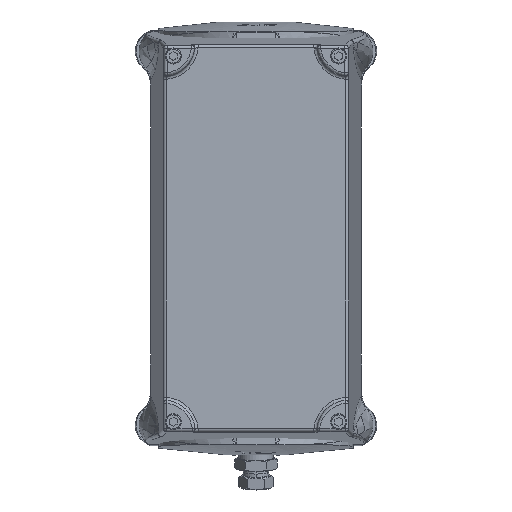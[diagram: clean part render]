
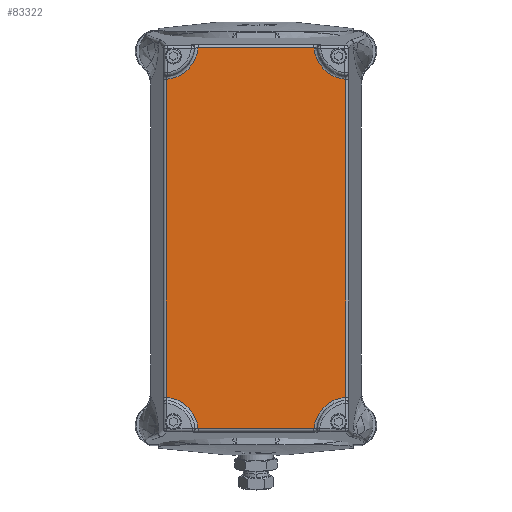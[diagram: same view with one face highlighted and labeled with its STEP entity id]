
A CAD part, front view. The second image highlights one B-rep face of the part: STEP entity #83322.
In plain terms, the highlighted planar face has unit normal (0, -1, 0).
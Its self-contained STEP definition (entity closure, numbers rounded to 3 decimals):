
#3106 = CARTESIAN_POINT ( 'NONE',  ( 14.562, -4.263, -5.551 ) ) ;
#3672 = EDGE_CURVE ( 'NONE', #34835, #53688, #19510, .T. ) ;
#7055 = CARTESIAN_POINT ( 'NONE',  ( 10.053, -4.263, 3.174 ) ) ;
#8797 = CARTESIAN_POINT ( 'NONE',  ( 14.562, -4.263, 4.032 ) ) ;
#9789 = DIRECTION ( 'NONE',  ( 1., 0., 0. ) ) ;
#10828 = CARTESIAN_POINT ( 'NONE',  ( 14.869, -4.263, -0.76 ) ) ;
#10958 = DIRECTION ( 'NONE',  ( 0., 0., -1. ) ) ;
#11644 = VERTEX_POINT ( 'NONE', #46841 ) ;
#13185 = EDGE_CURVE ( 'NONE', #65450, #15250, #58033, .T. ) ;
#13640 = ORIENTED_EDGE ( 'NONE', *, *, #63630, .T. ) ;
#14369 = VECTOR ( 'NONE', #72052, 39.37 ) ;
#15250 = VERTEX_POINT ( 'NONE', #34209 ) ;
#15486 = DIRECTION ( 'NONE',  ( 1., 0., 0. ) ) ;
#16869 = CARTESIAN_POINT ( 'NONE',  ( 13.775, -4.263, -5.477 ) ) ;
#17273 = CARTESIAN_POINT ( 'NONE',  ( 13.704, -4.263, -5.477 ) ) ;
#18055 = DIRECTION ( 'NONE',  ( 1., 0., 0. ) ) ;
#18149 = EDGE_CURVE ( 'NONE', #15250, #73475, #55700, .T. ) ;
#19510 = LINE ( 'NONE', #16869, #70611 ) ;
#19600 = CARTESIAN_POINT ( 'NONE',  ( 9.979, -4.263, -5.551 ) ) ;
#20069 = EDGE_CURVE ( 'NONE', #11644, #34835, #55457, .T. ) ;
#21273 = ORIENTED_EDGE ( 'NONE', *, *, #20069, .T. ) ;
#23962 = ORIENTED_EDGE ( 'NONE', *, *, #18149, .T. ) ;
#24219 = DIRECTION ( 'NONE',  ( 0., 1., 0. ) ) ;
#24463 = VECTOR ( 'NONE', #39051, 39.37 ) ;
#26312 = DIRECTION ( 'NONE',  ( 1., 0., 0. ) ) ;
#28044 = CARTESIAN_POINT ( 'NONE',  ( 14.488, -4.263, 3.174 ) ) ;
#28122 = CARTESIAN_POINT ( 'NONE',  ( 14.488, -4.263, -4.693 ) ) ;
#31399 = ORIENTED_EDGE ( 'NONE', *, *, #78096, .T. ) ;
#33400 = CARTESIAN_POINT ( 'NONE',  ( 9.979, -4.263, 4.032 ) ) ;
#34209 = CARTESIAN_POINT ( 'NONE',  ( 13.704, -4.263, 3.958 ) ) ;
#34573 = AXIS2_PLACEMENT_3D ( 'NONE', #10828, #24219, #18055 ) ;
#34703 = VECTOR ( 'NONE', #10958, 39.37 ) ;
#34835 = VERTEX_POINT ( 'NONE', #59426 ) ;
#35271 = FACE_OUTER_BOUND ( 'NONE', #63367, .T. ) ;
#35488 = ORIENTED_EDGE ( 'NONE', *, *, #13185, .T. ) ;
#37988 = CIRCLE ( 'NONE', #71061, 0.861 ) ;
#39051 = DIRECTION ( 'NONE',  ( -1., 0., 0. ) ) ;
#39930 = VERTEX_POINT ( 'NONE', #28122 ) ;
#40080 = DIRECTION ( 'NONE',  ( 1., 0., 0. ) ) ;
#42653 = EDGE_CURVE ( 'NONE', #72430, #11644, #83656, .T. ) ;
#46325 = ORIENTED_EDGE ( 'NONE', *, *, #3672, .T. ) ;
#46841 = CARTESIAN_POINT ( 'NONE',  ( 10.053, -4.263, -4.693 ) ) ;
#47334 = CARTESIAN_POINT ( 'NONE',  ( 10.838, -4.263, 3.958 ) ) ;
#49690 = DIRECTION ( 'NONE',  ( 0., 1., 0. ) ) ;
#49810 = LINE ( 'NONE', #85425, #14369 ) ;
#52832 = AXIS2_PLACEMENT_3D ( 'NONE', #19600, #66224, #26312 ) ;
#53688 = VERTEX_POINT ( 'NONE', #17273 ) ;
#55380 = DIRECTION ( 'NONE',  ( 0., 1., 0. ) ) ;
#55457 = CIRCLE ( 'NONE', #52832, 0.861 ) ;
#55700 = LINE ( 'NONE', #85620, #24463 ) ;
#58006 = PLANE ( 'NONE',  #34573 ) ;
#58033 = CIRCLE ( 'NONE', #61890, 0.861 ) ;
#59426 = CARTESIAN_POINT ( 'NONE',  ( 10.838, -4.263, -5.477 ) ) ;
#61890 = AXIS2_PLACEMENT_3D ( 'NONE', #8797, #55380, #15486 ) ;
#63367 = EDGE_LOOP ( 'NONE', ( #35488, #23962, #31399, #68260, #21273, #46325, #13640, #79941 ) ) ;
#63630 = EDGE_CURVE ( 'NONE', #53688, #39930, #84206, .T. ) ;
#63879 = EDGE_CURVE ( 'NONE', #39930, #65450, #49810, .T. ) ;
#65450 = VERTEX_POINT ( 'NONE', #28044 ) ;
#66224 = DIRECTION ( 'NONE',  ( 0., 1., 0. ) ) ;
#68260 = ORIENTED_EDGE ( 'NONE', *, *, #42653, .T. ) ;
#70611 = VECTOR ( 'NONE', #74551, 39.37 ) ;
#71061 = AXIS2_PLACEMENT_3D ( 'NONE', #33400, #79966, #40080 ) ;
#72052 = DIRECTION ( 'NONE',  ( 0., 0., 1. ) ) ;
#72430 = VERTEX_POINT ( 'NONE', #7055 ) ;
#73475 = VERTEX_POINT ( 'NONE', #47334 ) ;
#74551 = DIRECTION ( 'NONE',  ( 1., 0., 0. ) ) ;
#78096 = EDGE_CURVE ( 'NONE', #73475, #72430, #37988, .T. ) ;
#79941 = ORIENTED_EDGE ( 'NONE', *, *, #63879, .T. ) ;
#79966 = DIRECTION ( 'NONE',  ( 0., 1., 0. ) ) ;
#80203 = AXIS2_PLACEMENT_3D ( 'NONE', #3106, #49690, #9789 ) ;
#83322 = ADVANCED_FACE ( 'NONE', ( #35271 ), #58006, .F. ) ;
#83656 = LINE ( 'NONE', #84559, #34703 ) ;
#84206 = CIRCLE ( 'NONE', #80203, 0.861 ) ;
#84559 = CARTESIAN_POINT ( 'NONE',  ( 10.053, -4.263, -4.764 ) ) ;
#85425 = CARTESIAN_POINT ( 'NONE',  ( 14.488, -4.263, 3.244 ) ) ;
#85620 = CARTESIAN_POINT ( 'NONE',  ( 10.767, -4.263, 3.958 ) ) ;
